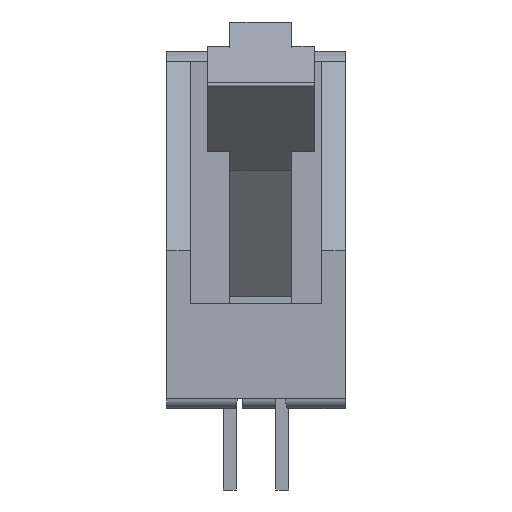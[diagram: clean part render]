
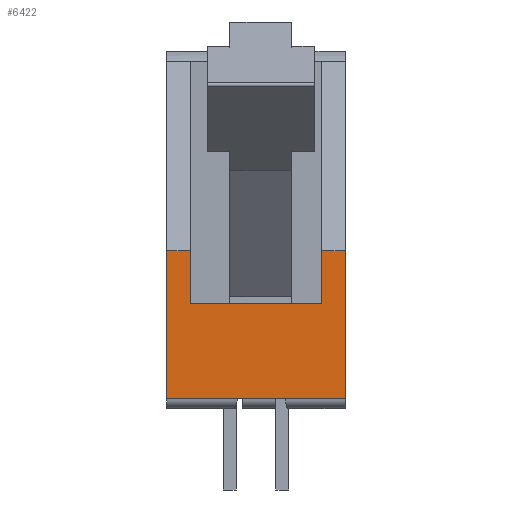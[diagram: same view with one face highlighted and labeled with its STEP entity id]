
A CAD part, left-side view. The second image highlights one B-rep face of the part: STEP entity #6422.
In plain terms, the highlighted planar face has unit normal (-1, 0, 0).
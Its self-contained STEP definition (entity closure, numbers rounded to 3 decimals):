
#157=B_SPLINE_CURVE_WITH_KNOTS($,1,(#8946,#8947),.UNSPECIFIED.,.F.,.F.,
(2,2),(0.,1.),.UNSPECIFIED.);
#229=B_SPLINE_CURVE_WITH_KNOTS($,1,(#10007,#10008),.UNSPECIFIED.,.F.,.F.,
(2,2),(0.,1.),.UNSPECIFIED.);
#321=B_SPLINE_CURVE_WITH_KNOTS($,1,(#10425,#10426),.UNSPECIFIED.,.F.,.F.,
(2,2),(0.,1.),.UNSPECIFIED.);
#322=B_SPLINE_CURVE_WITH_KNOTS($,1,(#10429,#10430),.UNSPECIFIED.,.F.,.F.,
(2,2),(0.,1.),.UNSPECIFIED.);
#323=B_SPLINE_CURVE_WITH_KNOTS($,1,(#10432,#10433),.UNSPECIFIED.,.F.,.F.,
(2,2),(0.,1.),.UNSPECIFIED.);
#324=B_SPLINE_CURVE_WITH_KNOTS($,1,(#10435,#10436),.UNSPECIFIED.,.F.,.F.,
(2,2),(0.,1.),.UNSPECIFIED.);
#325=B_SPLINE_CURVE_WITH_KNOTS($,1,(#10437,#10438),.UNSPECIFIED.,.F.,.F.,
(2,2),(0.,1.),.UNSPECIFIED.);
#326=B_SPLINE_CURVE_WITH_KNOTS($,1,(#10439,#10440),.UNSPECIFIED.,.F.,.F.,
(2,2),(0.,1.),.UNSPECIFIED.);
#508=FACE_OUTER_BOUND($,#925,.T.);
#925=EDGE_LOOP($,(#4344,#4345,#4346,#4347,#4348,#4349,#4350,#4351));
#2526=VERTEX_POINT($,#8942);
#2527=VERTEX_POINT($,#8945);
#2597=VERTEX_POINT($,#10003);
#2598=VERTEX_POINT($,#10006);
#2663=VERTEX_POINT($,#10422);
#2664=VERTEX_POINT($,#10428);
#2665=VERTEX_POINT($,#10431);
#2666=VERTEX_POINT($,#10434);
#3169=EDGE_CURVE($,#2526,#2527,#157,.T.);
#3242=EDGE_CURVE($,#2598,#2597,#229,.T.);
#3334=EDGE_CURVE($,#2526,#2663,#321,.T.);
#3335=EDGE_CURVE($,#2663,#2664,#322,.T.);
#3336=EDGE_CURVE($,#2664,#2665,#323,.T.);
#3337=EDGE_CURVE($,#2665,#2666,#324,.T.);
#3338=EDGE_CURVE($,#2666,#2598,#325,.T.);
#3339=EDGE_CURVE($,#2527,#2597,#326,.T.);
#4344=ORIENTED_EDGE($,*,*,#3334,.T.);
#4345=ORIENTED_EDGE($,*,*,#3335,.T.);
#4346=ORIENTED_EDGE($,*,*,#3336,.T.);
#4347=ORIENTED_EDGE($,*,*,#3337,.T.);
#4348=ORIENTED_EDGE($,*,*,#3338,.T.);
#4349=ORIENTED_EDGE($,*,*,#3242,.T.);
#4350=ORIENTED_EDGE($,*,*,#3339,.F.);
#4351=ORIENTED_EDGE($,*,*,#3169,.F.);
#6043=PLANE($,#6918);
#6422=ADVANCED_FACE($,(#508),#6043,.T.);
#6918=AXIS2_PLACEMENT_3D($,#10427,#7396,#7397);
#7396=DIRECTION('center_axis',(-1.,0.,0.));
#7397=DIRECTION('ref_axis',(0.,0.,1.));
#8942=CARTESIAN_POINT('',(-22.352,-4.318,7.62));
#8945=CARTESIAN_POINT('',(-22.352,-4.318,0.508));
#8946=CARTESIAN_POINT('Ctrl Pts',(-22.352,-4.318,7.62));
#8947=CARTESIAN_POINT('Ctrl Pts',(-22.352,-4.318,0.508));
#10003=CARTESIAN_POINT('',(-22.352,4.318,0.508));
#10006=CARTESIAN_POINT('',(-22.352,4.318,7.62));
#10007=CARTESIAN_POINT('Ctrl Pts',(-22.352,4.318,7.62));
#10008=CARTESIAN_POINT('Ctrl Pts',(-22.352,4.318,0.508));
#10422=CARTESIAN_POINT('',(-22.352,-3.175,7.62));
#10425=CARTESIAN_POINT('Ctrl Pts',(-22.352,-4.318,
7.62));
#10426=CARTESIAN_POINT('Ctrl Pts',(-22.352,-3.175,
7.62));
#10427=CARTESIAN_POINT('Origin',(-22.352,4.491,7.762));
#10428=CARTESIAN_POINT('',(-22.352,-3.175,5.08));
#10429=CARTESIAN_POINT('Ctrl Pts',(-22.352,-3.175,
7.62));
#10430=CARTESIAN_POINT('Ctrl Pts',(-22.352,-3.175,
5.08));
#10431=CARTESIAN_POINT('',(-22.352,3.175,5.08));
#10432=CARTESIAN_POINT('Ctrl Pts',(-22.352,-3.175,
5.08));
#10433=CARTESIAN_POINT('Ctrl Pts',(-22.352,3.175,5.08));
#10434=CARTESIAN_POINT('',(-22.352,3.175,7.62));
#10435=CARTESIAN_POINT('Ctrl Pts',(-22.352,3.175,5.08));
#10436=CARTESIAN_POINT('Ctrl Pts',(-22.352,3.175,7.62));
#10437=CARTESIAN_POINT('Ctrl Pts',(-22.352,3.175,7.62));
#10438=CARTESIAN_POINT('Ctrl Pts',(-22.352,4.318,7.62));
#10439=CARTESIAN_POINT('Ctrl Pts',(-22.352,-4.318,
0.508));
#10440=CARTESIAN_POINT('Ctrl Pts',(-22.352,4.318,0.508));
